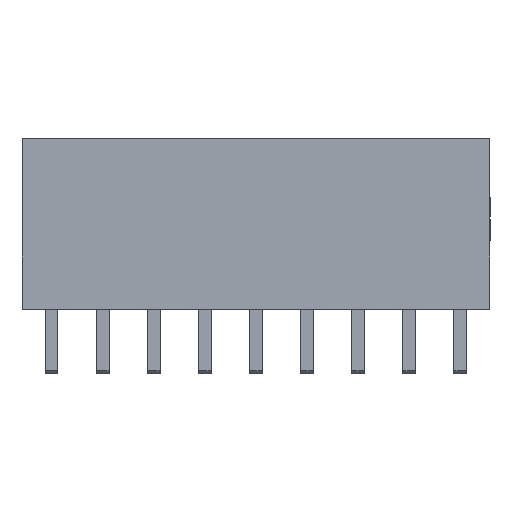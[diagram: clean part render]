
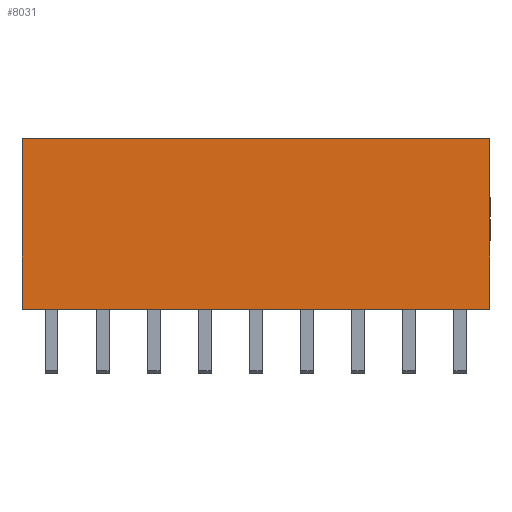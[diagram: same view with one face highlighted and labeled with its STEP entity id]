
A CAD part, front view. The second image highlights one B-rep face of the part: STEP entity #8031.
In plain terms, the highlighted planar face has unit normal (0, -1, 0).
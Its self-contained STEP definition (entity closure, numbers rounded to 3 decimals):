
#477=FACE_OUTER_BOUND('',#951,.T.);
#951=EDGE_LOOP('',(#5608,#5609,#5610,#5611));
#1333=LINE('',#10597,#2245);
#1639=LINE('',#11737,#2551);
#1655=LINE('',#11768,#2567);
#1656=LINE('',#11770,#2568);
#2245=VECTOR('',#8852,1.);
#2551=VECTOR('',#9352,1.);
#2567=VECTOR('',#9374,1.);
#2568=VECTOR('',#9377,1.);
#3157=VERTEX_POINT('',#10594);
#3158=VERTEX_POINT('',#10596);
#3495=VERTEX_POINT('',#11735);
#3507=VERTEX_POINT('',#11766);
#3905=EDGE_CURVE('',#3157,#3158,#1333,.T.);
#4301=EDGE_CURVE('',#3495,#3157,#1639,.T.);
#4317=EDGE_CURVE('',#3495,#3507,#1655,.T.);
#4318=EDGE_CURVE('',#3507,#3158,#1656,.T.);
#5608=ORIENTED_EDGE('',*,*,#4318,.T.);
#5609=ORIENTED_EDGE('',*,*,#3905,.F.);
#5610=ORIENTED_EDGE('',*,*,#4301,.F.);
#5611=ORIENTED_EDGE('',*,*,#4317,.T.);
#7389=PLANE('',#8528);
#8031=ADVANCED_FACE('',(#477),#7389,.F.);
#8528=AXIS2_PLACEMENT_3D('',#11769,#9375,#9376);
#8852=DIRECTION('',(0.,0.,-1.));
#9352=DIRECTION('',(1.,0.,0.));
#9374=DIRECTION('',(0.,0.,-1.));
#9375=DIRECTION('center_axis',(0.,1.,0.));
#9376=DIRECTION('ref_axis',(0.,0.,1.));
#9377=DIRECTION('',(1.,0.,0.));
#10594=CARTESIAN_POINT('',(11.63,-1.2,8.7));
#10596=CARTESIAN_POINT('',(11.63,-1.2,0.2));
#10597=CARTESIAN_POINT('',(11.63,-1.2,8.7));
#11735=CARTESIAN_POINT('',(-11.63,-1.2,8.7));
#11737=CARTESIAN_POINT('',(-11.63,-1.2,8.7));
#11766=CARTESIAN_POINT('',(-11.63,-1.2,0.2));
#11768=CARTESIAN_POINT('',(-11.63,-1.2,8.7));
#11769=CARTESIAN_POINT('Origin',(-11.63,-1.2,8.7));
#11770=CARTESIAN_POINT('',(-11.63,-1.2,0.2));
